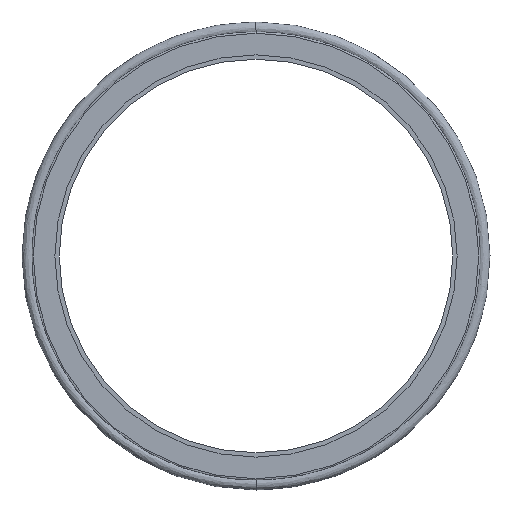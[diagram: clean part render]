
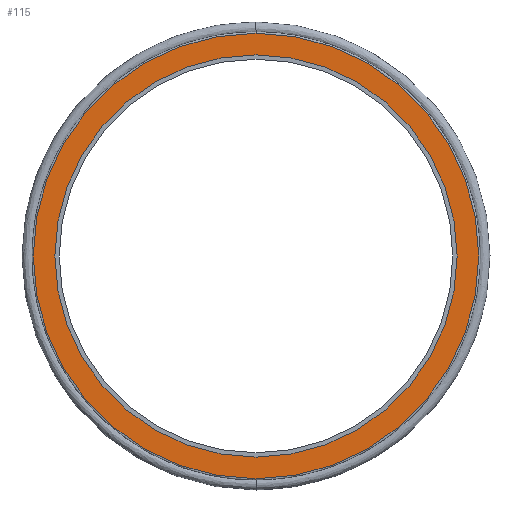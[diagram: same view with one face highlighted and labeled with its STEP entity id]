
A CAD part, left-side view. The second image highlights one B-rep face of the part: STEP entity #115.
In plain terms, the highlighted planar face has unit normal (-1, 0, 0).
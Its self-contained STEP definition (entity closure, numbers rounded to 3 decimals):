
#115=ADVANCED_FACE('',(#170,#171),#169,.T.);
#169=PLANE('',#401);
#170=FACE_OUTER_BOUND('',#402,.T.);
#171=FACE_BOUND('',#403,.T.);
#398=CARTESIAN_POINT('',(-1.95,-89.415,-101.7));
#399=DIRECTION('',(-1.,0.,0.));
#400=DIRECTION('',(0.,0.,1.));
#401=AXIS2_PLACEMENT_3D('',#398,#399,#400);
#402=EDGE_LOOP('',(#706,#707));
#403=EDGE_LOOP('',(#708,#709));
#706=ORIENTED_EDGE('',*,*,#802,.T.);
#707=ORIENTED_EDGE('',*,*,#803,.T.);
#708=ORIENTED_EDGE('',*,*,#804,.F.);
#709=ORIENTED_EDGE('',*,*,#805,.F.);
#802=EDGE_CURVE('',#922,#923,#924,.T.);
#803=EDGE_CURVE('',#923,#922,#930,.T.);
#804=EDGE_CURVE('',#936,#937,#938,.T.);
#805=EDGE_CURVE('',#937,#936,#944,.T.);
#922=VERTEX_POINT('',#1214);
#923=VERTEX_POINT('',#1215);
#924=CIRCLE('',#1219,45.85);
#930=CIRCLE('',#1223,45.85);
#936=VERTEX_POINT('',#1224);
#937=VERTEX_POINT('',#1225);
#938=CIRCLE('',#1229,41.4);
#944=CIRCLE('',#1233,41.4);
#1214=CARTESIAN_POINT('',(-1.95,0.,45.85));
#1215=CARTESIAN_POINT('',(-1.95,0.,-45.85));
#1216=CARTESIAN_POINT('',(-1.95,0.,0.));
#1217=DIRECTION('',(-1.,0.,0.));
#1218=DIRECTION('',(0.,0.,1.));
#1219=AXIS2_PLACEMENT_3D('',#1216,#1217,#1218);
#1220=CARTESIAN_POINT('',(-1.95,0.,0.));
#1221=DIRECTION('',(-1.,0.,0.));
#1222=DIRECTION('',(0.,0.,1.));
#1223=AXIS2_PLACEMENT_3D('',#1220,#1221,#1222);
#1224=CARTESIAN_POINT('',(-1.95,0.,-41.4));
#1225=CARTESIAN_POINT('',(-1.95,0.,41.4));
#1226=CARTESIAN_POINT('',(-1.95,0.,0.));
#1227=DIRECTION('',(-1.,0.,0.));
#1228=DIRECTION('',(0.,0.,1.));
#1229=AXIS2_PLACEMENT_3D('',#1226,#1227,#1228);
#1230=CARTESIAN_POINT('',(-1.95,0.,0.));
#1231=DIRECTION('',(-1.,0.,0.));
#1232=DIRECTION('',(0.,0.,1.));
#1233=AXIS2_PLACEMENT_3D('',#1230,#1231,#1232);
